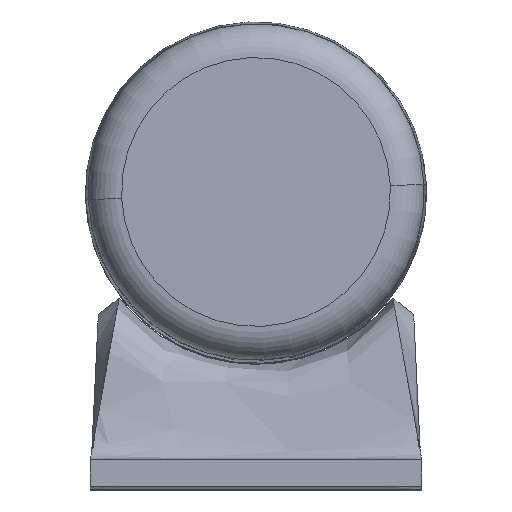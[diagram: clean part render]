
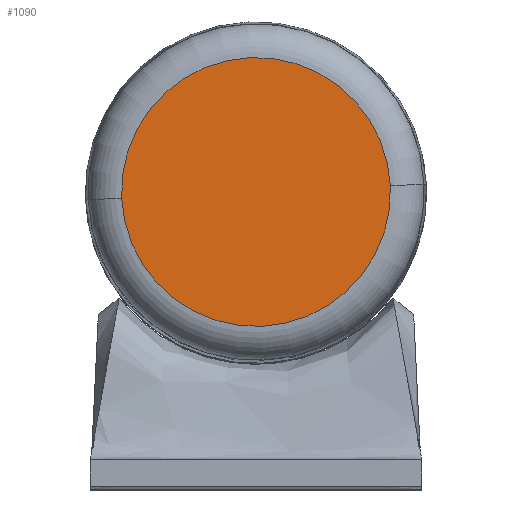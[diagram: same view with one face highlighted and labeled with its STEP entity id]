
A CAD part, top view. The second image highlights one B-rep face of the part: STEP entity #1090.
In plain terms, the highlighted face is planar.
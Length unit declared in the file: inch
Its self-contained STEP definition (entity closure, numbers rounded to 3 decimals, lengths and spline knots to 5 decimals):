
#77 = CARTESIAN_POINT ( 'NONE',  ( 0., 0., -0.1595 ) ) ;
#95 = ORIENTED_EDGE ( 'NONE', *, *, #2350, .T. ) ;
#550 = DIRECTION ( 'NONE',  ( 1., 0., 0. ) ) ;
#693 = CIRCLE ( 'NONE', #3684, 0.1595 ) ;
#977 = FACE_OUTER_BOUND ( 'NONE', #1492, .T. ) ;
#984 = DIRECTION ( 'NONE',  ( 0., 0., -1. ) ) ;
#1090 = ADVANCED_FACE ( 'NONE', ( #977 ), #1448, .T. ) ;
#1306 = DIRECTION ( 'NONE',  ( 1., 0., 0. ) ) ;
#1323 = EDGE_CURVE ( 'NONE', #1521, #2911, #2395, .T. ) ;
#1448 = PLANE ( 'NONE',  #2802 ) ;
#1492 = EDGE_LOOP ( 'NONE', ( #1843, #95 ) ) ;
#1521 = VERTEX_POINT ( 'NONE', #77 ) ;
#1778 = AXIS2_PLACEMENT_3D ( 'NONE', #3141, #2609, #3160 ) ;
#1843 = ORIENTED_EDGE ( 'NONE', *, *, #1323, .T. ) ;
#2035 = DIRECTION ( 'NONE',  ( 0., 0., -1. ) ) ;
#2350 = EDGE_CURVE ( 'NONE', #2911, #1521, #693, .T. ) ;
#2395 = CIRCLE ( 'NONE', #1778, 0.1595 ) ;
#2609 = DIRECTION ( 'NONE',  ( 1., 0., 0. ) ) ;
#2741 = CARTESIAN_POINT ( 'NONE',  ( 0., 0., 0. ) ) ;
#2759 = CARTESIAN_POINT ( 'NONE',  ( 0., 0., 0.1595 ) ) ;
#2802 = AXIS2_PLACEMENT_3D ( 'NONE', #2741, #550, #2035 ) ;
#2911 = VERTEX_POINT ( 'NONE', #2759 ) ;
#3141 = CARTESIAN_POINT ( 'NONE',  ( 0., 0., 0. ) ) ;
#3160 = DIRECTION ( 'NONE',  ( 0., 0., -1. ) ) ;
#3643 = CARTESIAN_POINT ( 'NONE',  ( 0., 0., 0. ) ) ;
#3684 = AXIS2_PLACEMENT_3D ( 'NONE', #3643, #1306, #984 ) ;
